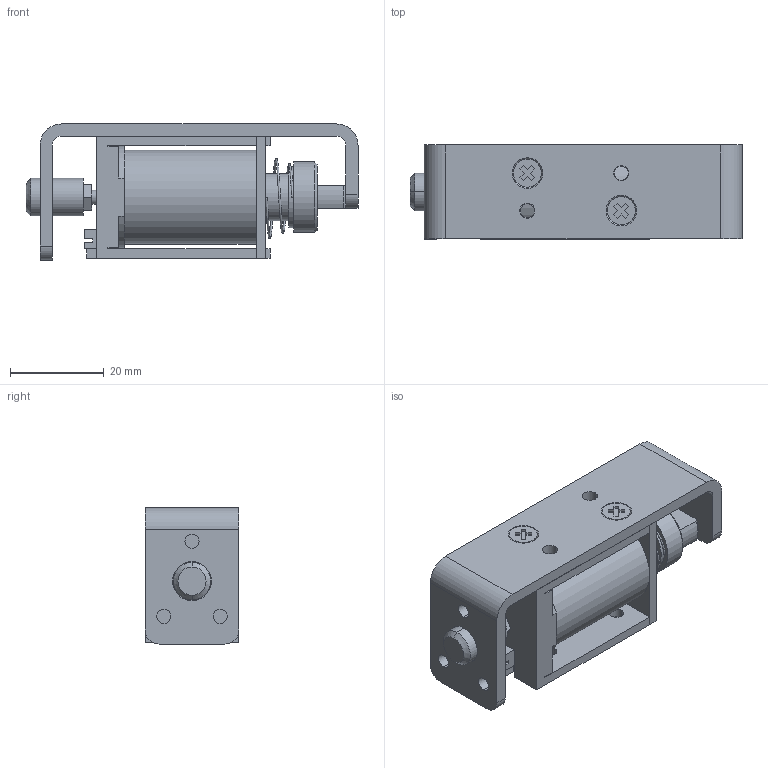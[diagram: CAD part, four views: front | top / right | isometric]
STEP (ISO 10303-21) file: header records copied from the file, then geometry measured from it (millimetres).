
FILE_DESCRIPTION (( 'STEP AP214' ), '1' );
FILE_NAME ('TL_412.STEP', '2015-10-28T04:52:47', ( '' ), ( '' ), 'SwSTEP 2.0', 'SolidWorks 2015', '' );
FILE_SCHEMA (( 'AUTOMOTIVE_DESIGN' ));
Length unit declared in the file: millimetre
Products named in the file (4): spring; solenoid; base; TL_412
Assembly tree (3 placements, depth 2):
  TL_412
    base
    solenoid
    spring
Bounding box: 70.7 x 20 x 29 mm (x, y, z)
Volume: 22688.8 mm3; surface area: 13155.8 mm2
Topology: 3 solids, 3 shells, 190 faces, 512 edges, 337 vertices
Faces by surface type: plane 119, cylinder 55, cone 14, bspline 2
Entity records: 7215 total; most frequent: CARTESIAN_POINT 2109, DIRECTION 1035, ORIENTED_EDGE 1024, EDGE_CURVE 512, LINE 365, VECTOR 365, VERTEX_POINT 337, AXIS2_PLACEMENT_3D 335
